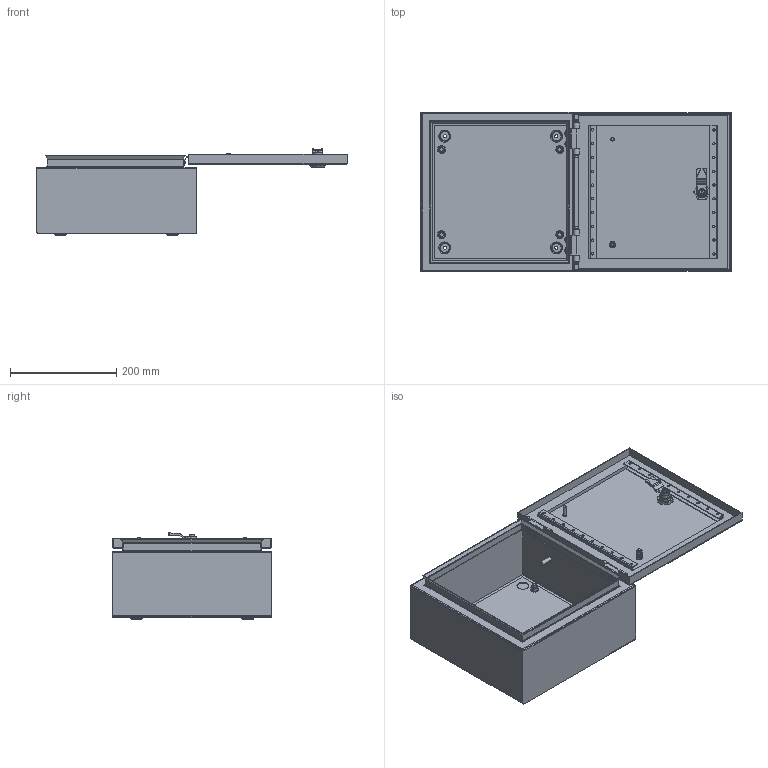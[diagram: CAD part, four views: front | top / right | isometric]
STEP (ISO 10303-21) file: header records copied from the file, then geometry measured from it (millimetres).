
FILE_DESCRIPTION(('STEP AP214'),'1');
FILE_NAME('P 3315+mp.stp','2023-07-04T07:57:07',(' '),(' '),'Spatial InterOp 3D',' ',' ');
FILE_SCHEMA(('AUTOMOTIVE_DESIGN { 1 0 10303 214 1 1 1 1 }'));
Length unit declared in the file: metre
Products named in the file (11): Dveře 30x30 komplet; Dveře 30x30; Výztuha 30; Montážní komponenty dveře; Montážní komponenty dveře Geometry; Zámek jazýčkový; Těsnění P33; P 3315+mp; montážní komponenty skříň; P3315+panel - skříň; MP 33
Assembly tree (10 placements, depth 4):
  P 3315+mp
    Dveře 30x30 komplet
      Dveře 30x30
      Výztuha 30
      Montážní komponenty dveře
        Montážní komponenty dveře Geometry
        Zámek jazýčkový
        Těsnění P33
    montážní komponenty skříň
    P3315+panel - skříň
    MP 33
Bounding box: 583 x 300 x 162.08 mm (x, y, z)
Volume: 963010.6 mm3; surface area: 1042918.3 mm2
Topology: 48 solids, 48 shells, 1464 faces, 3773 edges, 2460 vertices
Faces by surface type: cylinder 750, plane 505, cone 104, torus 90, bspline 11, sphere 4
Entity records: 63132 total; most frequent: CARTESIAN_POINT 26011, DIRECTION 7903, ORIENTED_EDGE 7546, EDGE_CURVE 3773, AXIS2_PLACEMENT_3D 3072, VERTEX_POINT 2460, LINE 1759, VECTOR 1759
